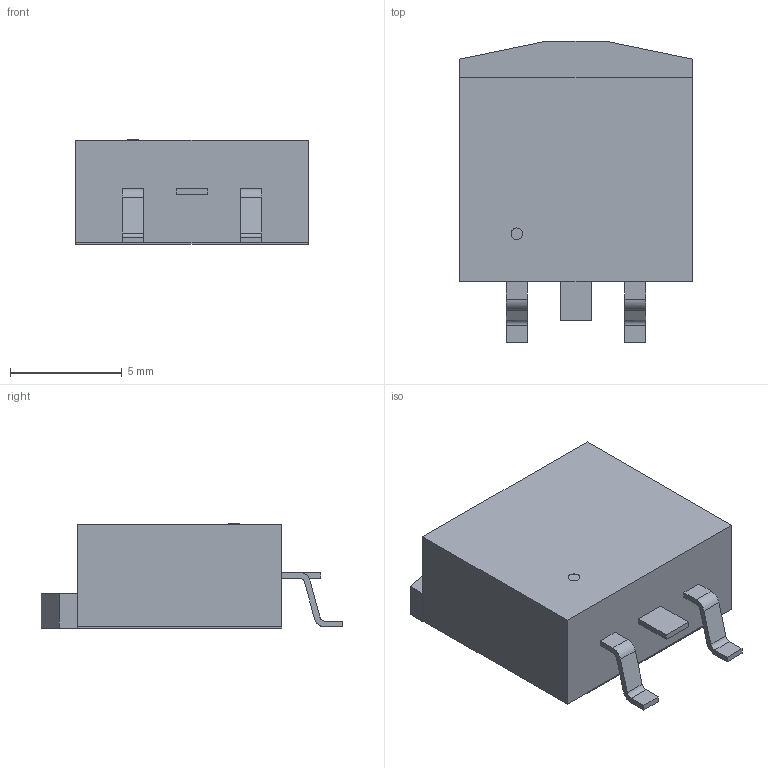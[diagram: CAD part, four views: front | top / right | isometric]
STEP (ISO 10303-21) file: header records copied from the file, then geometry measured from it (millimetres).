
FILE_DESCRIPTION (( 'STEP AP214' ), '1' );
FILE_NAME ('STPS745G-TR.stp', '2021-04-25T01:08:40', ( '' ), ( '' ), 'SwSTEP 2.0', 'SolidWorks 2019', '' );
FILE_SCHEMA (( 'AUTOMOTIVE_DESIGN' ));
Length unit declared in the file: millimetre
Products named in the file (1): STPS745G-TR
Bounding box: 10.39 x 13.48 x 4.65 mm (x, y, z)
Volume: 462.9 mm3; surface area: 591.7 mm2
Topology: 6 solids, 6 shells, 59 faces, 141 edges, 94 vertices
Faces by surface type: plane 50, cylinder 9
Full cylindrical faces by diameter (mm): 0.519 x1
Entity records: 1858 total; most frequent: CARTESIAN_POINT 467, ORIENTED_EDGE 280, DIRECTION 229, EDGE_CURVE 140, VECTOR 105, LINE 105, VERTEX_POINT 94, AXIS2_PLACEMENT_3D 62
